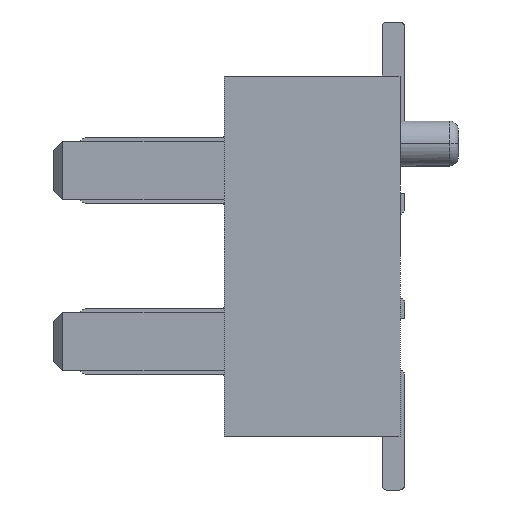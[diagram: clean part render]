
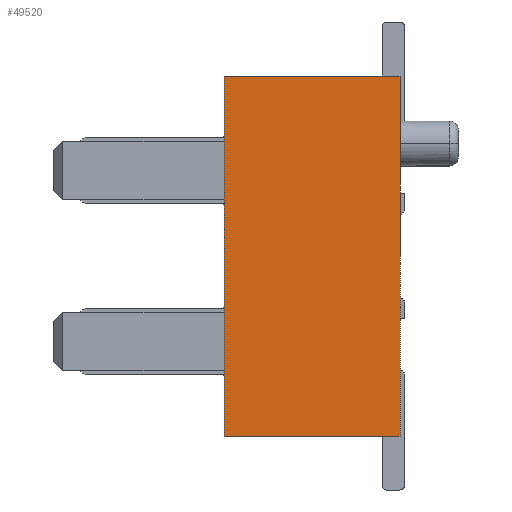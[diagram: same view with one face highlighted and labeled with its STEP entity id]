
A CAD part, left-side view. The second image highlights one B-rep face of the part: STEP entity #49520.
In plain terms, the highlighted planar face has unit normal (-1, 0, 0).
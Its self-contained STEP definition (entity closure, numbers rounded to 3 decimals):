
#13293=DIRECTION('',(0.,-1.,0.));
#13294=VECTOR('',#13293,1.95);
#13295=CARTESIAN_POINT('',(-11.35,1.95,-2.));
#13296=LINE('',#13295,#13294);
#17931=DIRECTION('',(0.,0.,1.));
#17932=VECTOR('',#17931,4.);
#17933=CARTESIAN_POINT('',(-11.35,0.,-2.));
#17934=LINE('',#17933,#17932);
#17949=DIRECTION('',(0.,0.,1.));
#17950=VECTOR('',#17949,4.);
#17951=CARTESIAN_POINT('',(-11.35,1.95,-2.));
#17952=LINE('',#17951,#17950);
#17953=DIRECTION('',(0.,-1.,0.));
#17954=VECTOR('',#17953,1.95);
#17955=CARTESIAN_POINT('',(-11.35,1.95,2.));
#17956=LINE('',#17955,#17954);
#18627=CARTESIAN_POINT('',(-11.35,0.,2.));
#18628=VERTEX_POINT('',#18627);
#18629=CARTESIAN_POINT('',(-11.35,1.95,2.));
#18630=VERTEX_POINT('',#18629);
#18631=CARTESIAN_POINT('',(-11.35,1.95,-2.));
#18632=VERTEX_POINT('',#18631);
#18769=CARTESIAN_POINT('',(-11.35,0.,-2.));
#18770=VERTEX_POINT('',#18769);
#49509=CARTESIAN_POINT('',(-11.35,0.975,0.));
#49510=DIRECTION('',(1.,0.,0.));
#49511=DIRECTION('',(0.,0.,1.));
#49512=AXIS2_PLACEMENT_3D('',#49509,#49510,#49511);
#49513=PLANE('',#49512);
#49514=ORIENTED_EDGE('',*,*,#49497,.F.);
#49515=ORIENTED_EDGE('',*,*,#42964,.F.);
#49516=ORIENTED_EDGE('',*,*,#24537,.T.);
#49517=ORIENTED_EDGE('',*,*,#24522,.T.);
#49518=EDGE_LOOP('',(#49514,#49515,#49516,#49517));
#49519=FACE_OUTER_BOUND('',#49518,.F.);
#24522=EDGE_CURVE('',#18630,#18628,#17956,.T.);
#24537=EDGE_CURVE('',#18632,#18630,#17952,.T.);
#42964=EDGE_CURVE('',#18632,#18770,#13296,.T.);
#49497=EDGE_CURVE('',#18770,#18628,#17934,.T.);
#49520=ADVANCED_FACE('',(#49519),#49513,.F.);
